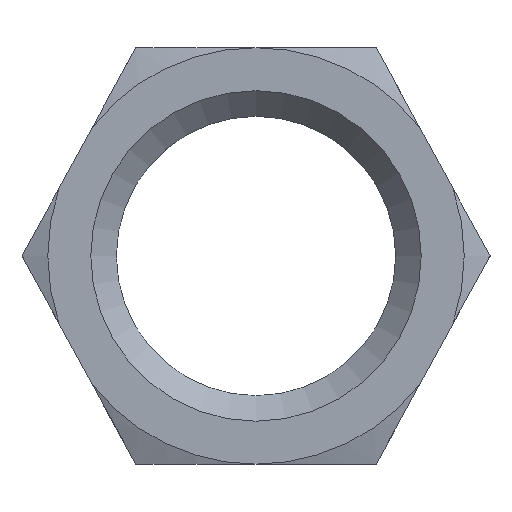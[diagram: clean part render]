
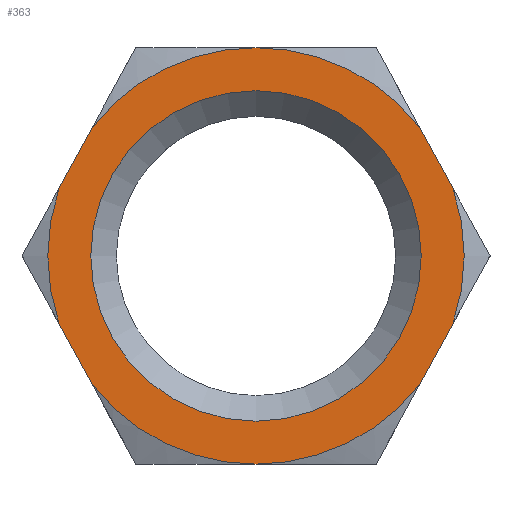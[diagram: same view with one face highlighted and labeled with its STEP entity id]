
A CAD part, top view. The second image highlights one B-rep face of the part: STEP entity #363.
In plain terms, the highlighted planar face has unit normal (0, 0, 1).
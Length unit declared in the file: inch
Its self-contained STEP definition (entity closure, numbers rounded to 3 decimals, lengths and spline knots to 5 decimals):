
#57=FACE_BOUND('',#87,.T.);
#62=FACE_OUTER_BOUND('',#86,.T.);
#86=EDGE_LOOP('',(#257,#258,#259,#260,#261,#262,#263,#264,#265,#266));
#87=EDGE_LOOP('',(#267));
#116=LINE('',#551,#130);
#117=LINE('',#555,#131);
#118=LINE('',#561,#132);
#119=LINE('',#564,#133);
#130=VECTOR('',#454,0.05221);
#131=VECTOR('',#457,0.05221);
#132=VECTOR('',#462,0.05221);
#133=VECTOR('',#465,0.05221);
#147=CIRCLE('',#396,0.1575);
#148=CIRCLE('',#397,0.1575);
#149=CIRCLE('',#398,0.1575);
#150=CIRCLE('',#399,0.1575);
#151=CIRCLE('',#400,0.1575);
#152=CIRCLE('',#401,0.1575);
#153=CIRCLE('',#402,0.125);
#167=VERTEX_POINT('',#545);
#168=VERTEX_POINT('',#546);
#169=VERTEX_POINT('',#548);
#170=VERTEX_POINT('',#550);
#171=VERTEX_POINT('',#552);
#172=VERTEX_POINT('',#554);
#173=VERTEX_POINT('',#556);
#174=VERTEX_POINT('',#558);
#175=VERTEX_POINT('',#560);
#176=VERTEX_POINT('',#562);
#177=VERTEX_POINT('',#565);
#203=EDGE_CURVE('',#167,#168,#147,.T.);
#204=EDGE_CURVE('',#169,#167,#148,.T.);
#205=EDGE_CURVE('',#169,#170,#116,.T.);
#206=EDGE_CURVE('',#171,#170,#149,.T.);
#207=EDGE_CURVE('',#171,#172,#117,.T.);
#208=EDGE_CURVE('',#173,#172,#150,.T.);
#209=EDGE_CURVE('',#174,#173,#151,.T.);
#210=EDGE_CURVE('',#174,#175,#118,.T.);
#211=EDGE_CURVE('',#176,#175,#152,.T.);
#212=EDGE_CURVE('',#176,#168,#119,.T.);
#213=EDGE_CURVE('',#177,#177,#153,.T.);
#257=ORIENTED_EDGE('',*,*,#203,.F.);
#258=ORIENTED_EDGE('',*,*,#204,.F.);
#259=ORIENTED_EDGE('',*,*,#205,.T.);
#260=ORIENTED_EDGE('',*,*,#206,.F.);
#261=ORIENTED_EDGE('',*,*,#207,.T.);
#262=ORIENTED_EDGE('',*,*,#208,.F.);
#263=ORIENTED_EDGE('',*,*,#209,.F.);
#264=ORIENTED_EDGE('',*,*,#210,.T.);
#265=ORIENTED_EDGE('',*,*,#211,.F.);
#266=ORIENTED_EDGE('',*,*,#212,.T.);
#267=ORIENTED_EDGE('',*,*,#213,.T.);
#355=PLANE('',#395);
#363=ADVANCED_FACE('',(#62,#57),#355,.F.);
#395=AXIS2_PLACEMENT_3D('',#544,#448,#449);
#396=AXIS2_PLACEMENT_3D('',#547,#450,#451);
#397=AXIS2_PLACEMENT_3D('',#549,#452,#453);
#398=AXIS2_PLACEMENT_3D('',#553,#455,#456);
#399=AXIS2_PLACEMENT_3D('',#557,#458,#459);
#400=AXIS2_PLACEMENT_3D('',#559,#460,#461);
#401=AXIS2_PLACEMENT_3D('',#563,#463,#464);
#402=AXIS2_PLACEMENT_3D('',#566,#466,#467);
#448=DIRECTION('center_axis',(0.,0.,-1.));
#449=DIRECTION('ref_axis',(-1.,0.,0.));
#450=DIRECTION('center_axis',(0.,0.,-1.));
#451=DIRECTION('ref_axis',(-1.,0.,0.));
#452=DIRECTION('center_axis',(0.,0.,-1.));
#453=DIRECTION('ref_axis',(-1.,0.,0.));
#454=DIRECTION('',(-0.48,-0.878,0.));
#455=DIRECTION('center_axis',(0.,0.,-1.));
#456=DIRECTION('ref_axis',(-1.,0.,0.));
#457=DIRECTION('',(0.48,-0.878,0.));
#458=DIRECTION('center_axis',(0.,0.,-1.));
#459=DIRECTION('ref_axis',(-1.,0.,0.));
#460=DIRECTION('center_axis',(0.,0.,-1.));
#461=DIRECTION('ref_axis',(-1.,0.,0.));
#462=DIRECTION('',(0.48,0.878,0.));
#463=DIRECTION('center_axis',(0.,0.,-1.));
#464=DIRECTION('ref_axis',(-1.,0.,0.));
#465=DIRECTION('',(-0.48,0.878,0.));
#466=DIRECTION('center_axis',(0.,0.,-1.));
#467=DIRECTION('ref_axis',(-1.,0.,0.));
#544=CARTESIAN_POINT('Origin',(0.,0.,0.0295));
#545=CARTESIAN_POINT('',(0.,0.1575,0.0295));
#546=CARTESIAN_POINT('',(0.12378,0.09739,0.0295));
#547=CARTESIAN_POINT('Origin',(0.,0.,0.0295));
#548=CARTESIAN_POINT('',(-0.12378,0.09739,0.0295));
#549=CARTESIAN_POINT('Origin',(0.,0.,0.0295));
#550=CARTESIAN_POINT('',(-0.14882,0.05158,0.0295));
#551=CARTESIAN_POINT('',(-0.1363,0.07448,0.0295));
#552=CARTESIAN_POINT('',(-0.14882,-0.05158,0.0295));
#553=CARTESIAN_POINT('Origin',(0.,0.,0.0295));
#554=CARTESIAN_POINT('',(-0.12378,-0.09739,0.0295));
#555=CARTESIAN_POINT('',(-0.1363,-0.07448,0.0295));
#556=CARTESIAN_POINT('',(0.,-0.1575,0.0295));
#557=CARTESIAN_POINT('Origin',(0.,0.,0.0295));
#558=CARTESIAN_POINT('',(0.12378,-0.09739,0.0295));
#559=CARTESIAN_POINT('Origin',(0.,0.,0.0295));
#560=CARTESIAN_POINT('',(0.14882,-0.05158,0.0295));
#561=CARTESIAN_POINT('',(0.1363,-0.07448,0.0295));
#562=CARTESIAN_POINT('',(0.14882,0.05158,0.0295));
#563=CARTESIAN_POINT('Origin',(0.,0.,0.0295));
#564=CARTESIAN_POINT('',(0.1363,0.07448,0.0295));
#565=CARTESIAN_POINT('',(-0.125,0.,0.0295));
#566=CARTESIAN_POINT('Origin',(0.,0.,0.0295));
